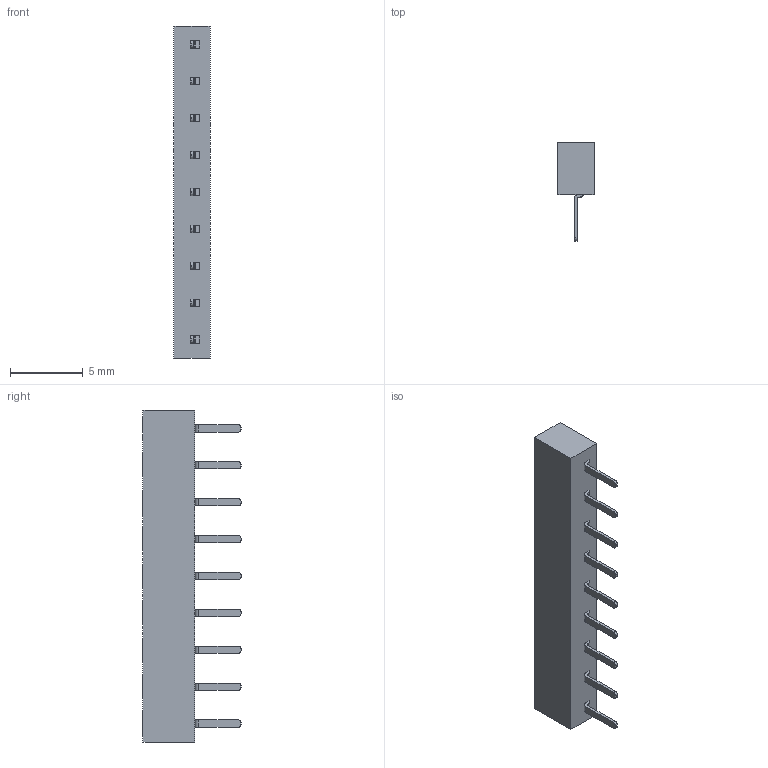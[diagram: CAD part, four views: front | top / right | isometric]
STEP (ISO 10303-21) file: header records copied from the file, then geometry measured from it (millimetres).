
FILE_DESCRIPTION( ('This file contains a STEP AP42 implementation' ,'as created by ZW3D STEP Interface translator.') ,'2;1' );
FILE_NAME( '2135-1XXSXXCUNX1.stp' ,'23 420. 84832', (''), ('ZWCAD Software Co.'), 'Version 1.0', 'ZW3D to STEP translator', '' );
FILE_SCHEMA(('AUTOMOTIVE_DESIGN { 1 0 10303 214 1 1 1 1 }'));
Length unit declared in the file: millimetre
Products named in the file (2): 0; 2135-120SXXCUNX1
Bounding box: 2.5 x 6.75 x 22.86 mm (x, y, z)
Volume: 166.6 mm3; surface area: 617.8 mm2
Topology: 1 solids, 1 shells, 688 faces, 1960 edges, 1308 vertices
Faces by surface type: plane 427, cylinder 180, bspline 81
Entity records: 31104 total; most frequent: CARTESIAN_POINT 16555, ORIENTED_EDGE 3920, EDGE_CURVE 1960, B_SPLINE_CURVE_WITH_KNOTS 1913, VERTEX_POINT 1308, DIRECTION 1263, EDGE_LOOP 726, FACE_OUTER_BOUND 688
